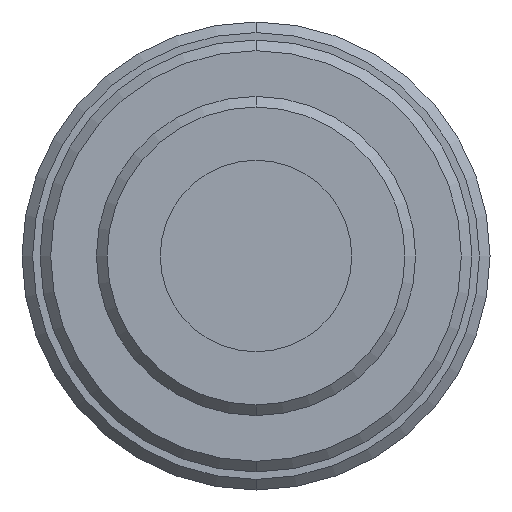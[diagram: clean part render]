
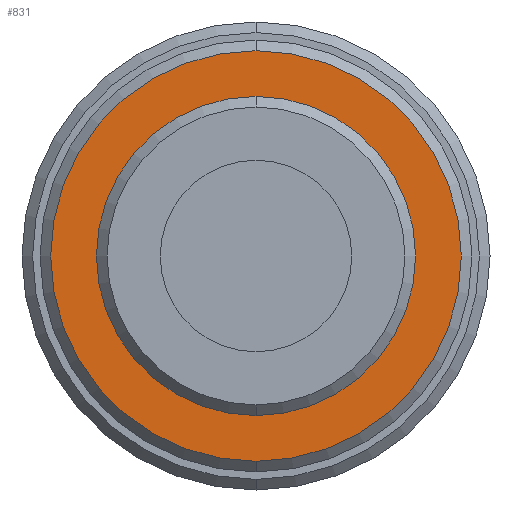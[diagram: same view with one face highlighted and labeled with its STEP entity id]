
A CAD part, front view. The second image highlights one B-rep face of the part: STEP entity #831.
In plain terms, the highlighted planar face has unit normal (0, -1, 0).
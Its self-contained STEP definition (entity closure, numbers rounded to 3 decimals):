
#155 = CARTESIAN_POINT ( 'NONE',  ( 0., 1.5, 7.5 ) ) ;
#173 = CARTESIAN_POINT ( 'NONE',  ( 0., 1.5, 9.65 ) ) ;
#334 = CARTESIAN_POINT ( 'NONE',  ( 0., 1.5, -7.5 ) ) ;
#379 = CARTESIAN_POINT ( 'NONE',  ( 0., 1.5, -9.65 ) ) ;
#616 = CIRCLE ( 'NONE', #979, 7.5 ) ;
#634 = CIRCLE ( 'NONE', #1018, 9.65 ) ;
#679 = CIRCLE ( 'NONE', #971, 9.65 ) ;
#680 = CIRCLE ( 'NONE', #1076, 7.5 ) ;
#691 = EDGE_CURVE ( 'NONE', #2003, #2066, #680, .T. ) ;
#692 = EDGE_CURVE ( 'NONE', #2048, #2012, #679, .T. ) ;
#783 = EDGE_CURVE ( 'NONE', #2012, #2048, #634, .T. ) ;
#822 = EDGE_CURVE ( 'NONE', #2066, #2003, #616, .T. ) ;
#831 = ADVANCED_FACE ( 'NONE', ( #954, #913 ), #1367, .T. ) ;
#913 = FACE_BOUND ( 'NONE', #1906, .T. ) ;
#954 = FACE_OUTER_BOUND ( 'NONE', #1912, .T. ) ;
#971 = AXIS2_PLACEMENT_3D ( 'NONE', #1722, #1721, #1720 ) ;
#979 = AXIS2_PLACEMENT_3D ( 'NONE', #1516, #1549, #1369 ) ;
#985 = AXIS2_PLACEMENT_3D ( 'NONE', #1343, #1320, #1307 ) ;
#1018 = AXIS2_PLACEMENT_3D ( 'NONE', #1396, #1384, #1383 ) ;
#1076 = AXIS2_PLACEMENT_3D ( 'NONE', #1725, #1724, #1723 ) ;
#1307 = DIRECTION ( 'NONE',  ( 0., 0., -1. ) ) ;
#1320 = DIRECTION ( 'NONE',  ( 0., -1., 0. ) ) ;
#1343 = CARTESIAN_POINT ( 'NONE',  ( 0., 1.5, 0. ) ) ;
#1367 = PLANE ( 'NONE',  #985 ) ;
#1369 = DIRECTION ( 'NONE',  ( 0., 0., -1. ) ) ;
#1383 = DIRECTION ( 'NONE',  ( 0., 0., -1. ) ) ;
#1384 = DIRECTION ( 'NONE',  ( 0., -1., 0. ) ) ;
#1396 = CARTESIAN_POINT ( 'NONE',  ( 0., 1.5, 0. ) ) ;
#1516 = CARTESIAN_POINT ( 'NONE',  ( 0., 1.5, 0. ) ) ;
#1549 = DIRECTION ( 'NONE',  ( 0., -1., 0. ) ) ;
#1720 = DIRECTION ( 'NONE',  ( 0., 0., -1. ) ) ;
#1721 = DIRECTION ( 'NONE',  ( 0., -1., 0. ) ) ;
#1722 = CARTESIAN_POINT ( 'NONE',  ( 0., 1.5, 0. ) ) ;
#1723 = DIRECTION ( 'NONE',  ( 0., 0., -1. ) ) ;
#1724 = DIRECTION ( 'NONE',  ( 0., -1., 0. ) ) ;
#1725 = CARTESIAN_POINT ( 'NONE',  ( 0., 1.5, 0. ) ) ;
#1780 = ORIENTED_EDGE ( 'NONE', *, *, #691, .F. ) ;
#1781 = ORIENTED_EDGE ( 'NONE', *, *, #783, .T. ) ;
#1784 = ORIENTED_EDGE ( 'NONE', *, *, #692, .T. ) ;
#1785 = ORIENTED_EDGE ( 'NONE', *, *, #822, .F. ) ;
#1906 = EDGE_LOOP ( 'NONE', ( #1785, #1780 ) ) ;
#1912 = EDGE_LOOP ( 'NONE', ( #1784, #1781 ) ) ;
#2003 = VERTEX_POINT ( 'NONE', #155 ) ;
#2012 = VERTEX_POINT ( 'NONE', #379 ) ;
#2048 = VERTEX_POINT ( 'NONE', #173 ) ;
#2066 = VERTEX_POINT ( 'NONE', #334 ) ;
